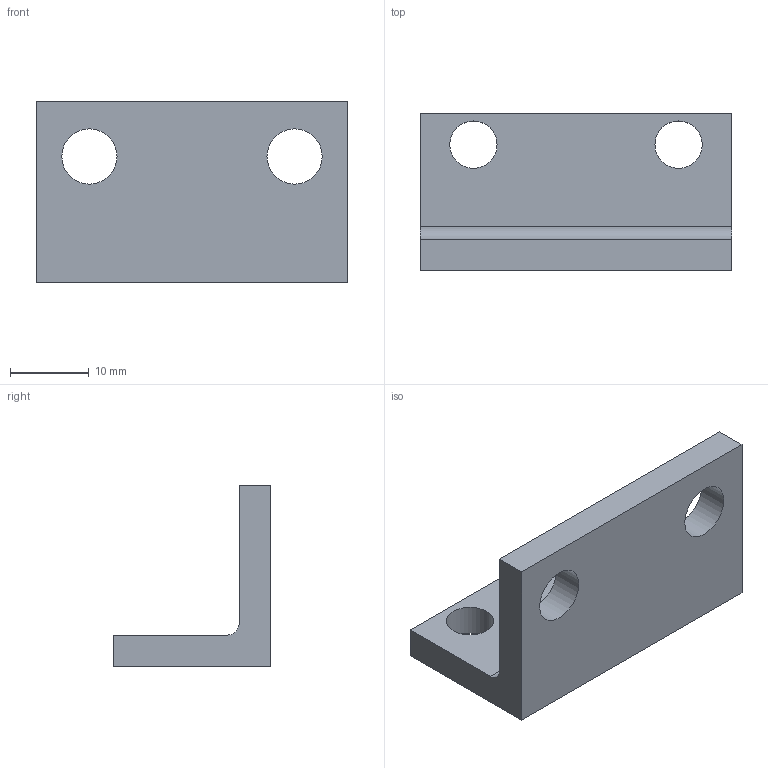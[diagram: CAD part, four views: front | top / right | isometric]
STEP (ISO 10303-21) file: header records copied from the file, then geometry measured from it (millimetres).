
FILE_DESCRIPTION( ( 'STEP AP214' ), '1' );
FILE_NAME( '1540.25.05_1F.stp', '2020-06-22T15:13:00', ( 'License CC BY-ND 4.0' ), ( 'CADENAS' ), ' ', 'PARTsolutions', ' ' );
FILE_SCHEMA( ( 'AUTOMOTIVE_DESIGN { 1 0 10303 214 1 1 1 1 }' ) );
Length unit declared in the file: millimetre
Products named in the file (1): _1540.25.05/1F
Bounding box: 39.5 x 20 x 23 mm (x, y, z)
Volume: 5649.6 mm3; surface area: 3742.7 mm2
Topology: 1 solids, 1 shells, 13 faces, 33 edges, 22 vertices
Faces by surface type: plane 8, cylinder 5
Full cylindrical faces by diameter (mm): 6 x2, 7 x2
Entity records: 513 total; most frequent: DIRECTION 67, CARTESIAN_POINT 65, ORIENTED_EDGE 58, EDGE_CURVE 29, EDGE_LOOP 25, AXIS2_PLACEMENT_3D 24, VERTEX_POINT 22, LINE 19
